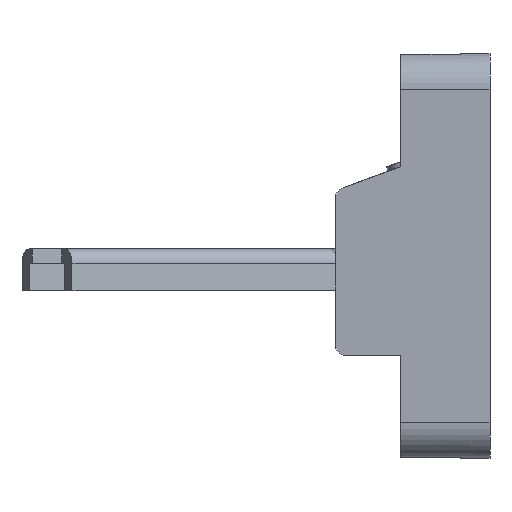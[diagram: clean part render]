
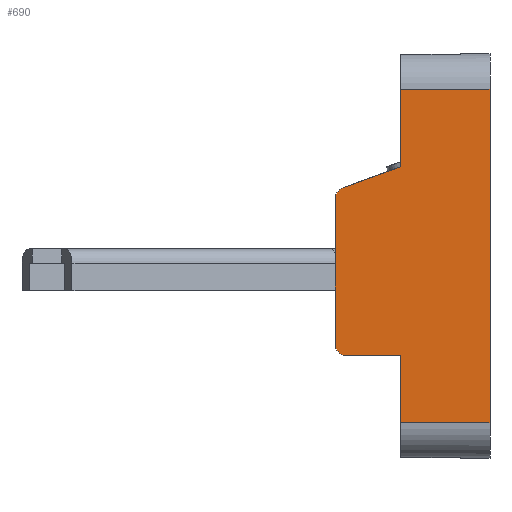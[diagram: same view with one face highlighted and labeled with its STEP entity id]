
A CAD part, left-side view. The second image highlights one B-rep face of the part: STEP entity #690.
In plain terms, the highlighted planar face has unit normal (-1, 0, 0).
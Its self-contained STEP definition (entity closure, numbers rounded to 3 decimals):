
#83 = VERTEX_POINT ( 'NONE', #2667 ) ;
#85 = VERTEX_POINT ( 'NONE', #2669 ) ;
#95 = VERTEX_POINT ( 'NONE', #2679 ) ;
#132 = VERTEX_POINT ( 'NONE', #2716 ) ;
#165 = VERTEX_POINT ( 'NONE', #2749 ) ;
#166 = VERTEX_POINT ( 'NONE', #2750 ) ;
#168 = VERTEX_POINT ( 'NONE', #2752 ) ;
#169 = VERTEX_POINT ( 'NONE', #2753 ) ;
#197 = VERTEX_POINT ( 'NONE', #2781 ) ;
#201 = VERTEX_POINT ( 'NONE', #2785 ) ;
#338 = EDGE_LOOP ( 'NONE', ( #2404, #2403, #2402, #2405, #2401, #2400, #2399, #2397, #2398, #2395 ) ) ;
#587 = FACE_OUTER_BOUND ( 'NONE', #338, .T. ) ;
#596 = AXIS2_PLACEMENT_3D ( 'NONE', #2844, #2845, #2846 ) ;
#656 = CIRCLE ( 'NONE', #3444, 1. ) ;
#676 = CIRCLE ( 'NONE', #1058, 1. ) ;
#690 = ADVANCED_FACE ( 'NONE', ( #587 ), #2843, .F. ) ;
#744 = EDGE_CURVE ( 'NONE', #197, #201, #676, .T. ) ;
#791 = EDGE_CURVE ( 'NONE', #169, #168, #3139, .T. ) ;
#795 = EDGE_CURVE ( 'NONE', #168, #95, #3151, .T. ) ;
#797 = EDGE_CURVE ( 'NONE', #95, #132, #3157, .T. ) ;
#799 = EDGE_CURVE ( 'NONE', #132, #201, #3163, .T. ) ;
#801 = EDGE_CURVE ( 'NONE', #197, #165, #3169, .T. ) ;
#804 = EDGE_CURVE ( 'NONE', #166, #169, #3178, .T. ) ;
#826 = EDGE_CURVE ( 'NONE', #165, #85, #656, .T. ) ;
#828 = EDGE_CURVE ( 'NONE', #166, #83, #3249, .T. ) ;
#829 = EDGE_CURVE ( 'NONE', #85, #83, #3252, .T. ) ;
#1058 = AXIS2_PLACEMENT_3D ( 'NONE', #2997, #2998, #2999 ) ;
#2395 = ORIENTED_EDGE ( 'NONE', *, *, #801, .F. ) ;
#2397 = ORIENTED_EDGE ( 'NONE', *, *, #829, .F. ) ;
#2398 = ORIENTED_EDGE ( 'NONE', *, *, #826, .F. ) ;
#2399 = ORIENTED_EDGE ( 'NONE', *, *, #828, .T. ) ;
#2400 = ORIENTED_EDGE ( 'NONE', *, *, #804, .F. ) ;
#2401 = ORIENTED_EDGE ( 'NONE', *, *, #791, .F. ) ;
#2402 = ORIENTED_EDGE ( 'NONE', *, *, #797, .F. ) ;
#2403 = ORIENTED_EDGE ( 'NONE', *, *, #799, .F. ) ;
#2404 = ORIENTED_EDGE ( 'NONE', *, *, #744, .T. ) ;
#2405 = ORIENTED_EDGE ( 'NONE', *, *, #795, .F. ) ;
#2667 = CARTESIAN_POINT ( 'NONE',  ( -7.5, 7.5, 7.471 ) ) ;
#2669 = CARTESIAN_POINT ( 'NONE',  ( -7.5, 12.341, 5.716 ) ) ;
#2679 = CARTESIAN_POINT ( 'NONE',  ( -7.5, 7.5, -14.023 ) ) ;
#2716 = CARTESIAN_POINT ( 'NONE',  ( -7.5, 7.5, -8.423 ) ) ;
#2749 = CARTESIAN_POINT ( 'NONE',  ( -7.5, 13., 4.776 ) ) ;
#2750 = CARTESIAN_POINT ( 'NONE',  ( -7.5, 7.5, 13.977 ) ) ;
#2752 = CARTESIAN_POINT ( 'NONE',  ( -7.5, 0., -14.023 ) ) ;
#2753 = CARTESIAN_POINT ( 'NONE',  ( -7.5, 0., 13.977 ) ) ;
#2781 = CARTESIAN_POINT ( 'NONE',  ( -7.5, 13., -7.423 ) ) ;
#2785 = CARTESIAN_POINT ( 'NONE',  ( -7.5, 12., -8.423 ) ) ;
#2843 = PLANE ( 'NONE',  #596 ) ;
#2844 = CARTESIAN_POINT ( 'NONE',  ( -7.5, 0., 13.977 ) ) ;
#2845 = DIRECTION ( 'NONE',  ( 1., 0., 0. ) ) ;
#2846 = DIRECTION ( 'NONE',  ( 0., 0., -1. ) ) ;
#2997 = CARTESIAN_POINT ( 'NONE',  ( -7.5, 12., -7.423 ) ) ;
#2998 = DIRECTION ( 'NONE',  ( -1., 0., 0. ) ) ;
#2999 = DIRECTION ( 'NONE',  ( 0., 1., 0. ) ) ;
#3139 = LINE ( 'NONE', #3140, #3415 ) ;
#3140 = CARTESIAN_POINT ( 'NONE',  ( -7.5, 0., -0.023 ) ) ;
#3141 = DIRECTION ( 'NONE',  ( 0., 0., -1. ) ) ;
#3151 = LINE ( 'NONE', #3152, #3418 ) ;
#3152 = CARTESIAN_POINT ( 'NONE',  ( -7.5, 6.5, -14.023 ) ) ;
#3153 = DIRECTION ( 'NONE',  ( 0., 1., 0. ) ) ;
#3157 = LINE ( 'NONE', #3158, #3419 ) ;
#3158 = CARTESIAN_POINT ( 'NONE',  ( -7.5, 7.5, -0.023 ) ) ;
#3159 = DIRECTION ( 'NONE',  ( 0., 0., 1. ) ) ;
#3163 = LINE ( 'NONE', #3164, #3421 ) ;
#3164 = CARTESIAN_POINT ( 'NONE',  ( -7.5, 6.5, -8.423 ) ) ;
#3165 = DIRECTION ( 'NONE',  ( 0., 1., 0. ) ) ;
#3169 = LINE ( 'NONE', #3170, #3423 ) ;
#3170 = CARTESIAN_POINT ( 'NONE',  ( -7.5, 13., -0.023 ) ) ;
#3171 = DIRECTION ( 'NONE',  ( 0., 0., 1. ) ) ;
#3178 = LINE ( 'NONE', #3179, #3427 ) ;
#3179 = CARTESIAN_POINT ( 'NONE',  ( -7.5, 6.5, 13.977 ) ) ;
#3180 = DIRECTION ( 'NONE',  ( 0., -1., 0. ) ) ;
#3237 = CARTESIAN_POINT ( 'NONE',  ( -7.5, 12., 4.776 ) ) ;
#3244 = DIRECTION ( 'NONE',  ( 1., 0., 0. ) ) ;
#3245 = DIRECTION ( 'NONE',  ( 0., 1., 0. ) ) ;
#3249 = LINE ( 'NONE', #3250, #3448 ) ;
#3250 = CARTESIAN_POINT ( 'NONE',  ( -7.5, 7.5, 12.222 ) ) ;
#3251 = DIRECTION ( 'NONE',  ( 0., 0., -1. ) ) ;
#3252 = LINE ( 'NONE', #3253, #3449 ) ;
#3253 = CARTESIAN_POINT ( 'NONE',  ( -7.5, 8.67, 7.047 ) ) ;
#3254 = DIRECTION ( 'NONE',  ( 0., -0.94, 0.341 ) ) ;
#3415 = VECTOR ( 'NONE', #3141, 1000. ) ;
#3418 = VECTOR ( 'NONE', #3153, 1000. ) ;
#3419 = VECTOR ( 'NONE', #3159, 1000. ) ;
#3421 = VECTOR ( 'NONE', #3165, 1000. ) ;
#3423 = VECTOR ( 'NONE', #3171, 1000. ) ;
#3427 = VECTOR ( 'NONE', #3180, 1000. ) ;
#3444 = AXIS2_PLACEMENT_3D ( 'NONE', #3237, #3244, #3245 ) ;
#3448 = VECTOR ( 'NONE', #3251, 1000. ) ;
#3449 = VECTOR ( 'NONE', #3254, 1000. ) ;
